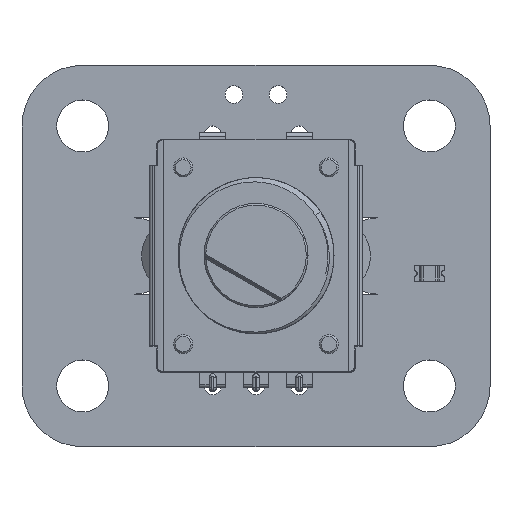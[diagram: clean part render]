
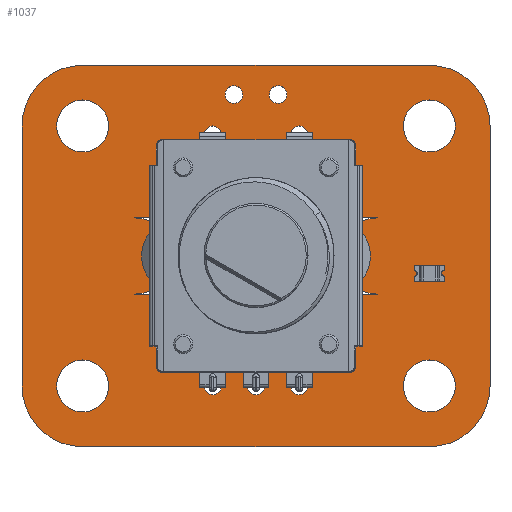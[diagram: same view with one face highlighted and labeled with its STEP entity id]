
A CAD part, top view. The second image highlights one B-rep face of the part: STEP entity #1037.
In plain terms, the highlighted planar face has unit normal (0, 0, 1).
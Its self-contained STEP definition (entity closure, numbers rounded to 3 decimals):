
#108 = VERTEX_POINT('',#109);
#109 = CARTESIAN_POINT('',(0.,3.5,0.197));
#115 = EDGE_CURVE('',#108,#116,#118,.T.);
#116 = VERTEX_POINT('',#117);
#117 = CARTESIAN_POINT('',(0.,18.5,0.197));
#118 = LINE('',#119,#120);
#119 = CARTESIAN_POINT('',(0.,3.5,0.197));
#120 = VECTOR('',#121,1.);
#121 = DIRECTION('',(0.,1.,0.));
#146 = EDGE_CURVE('',#116,#147,#149,.T.);
#147 = VERTEX_POINT('',#148);
#148 = CARTESIAN_POINT('',(3.5,22.,0.197));
#149 = CIRCLE('',#150,3.5);
#150 = AXIS2_PLACEMENT_3D('',#151,#152,#153);
#151 = CARTESIAN_POINT('',(3.5,18.5,0.197));
#152 = DIRECTION('',(0.,0.,-1.));
#153 = DIRECTION('',(-1.,0.,-0.));
#179 = EDGE_CURVE('',#147,#180,#182,.T.);
#180 = VERTEX_POINT('',#181);
#181 = CARTESIAN_POINT('',(23.5,22.,0.197));
#182 = LINE('',#183,#184);
#183 = CARTESIAN_POINT('',(3.5,22.,0.197));
#184 = VECTOR('',#185,1.);
#185 = DIRECTION('',(1.,0.,0.));
#210 = EDGE_CURVE('',#180,#211,#213,.T.);
#211 = VERTEX_POINT('',#212);
#212 = CARTESIAN_POINT('',(27.,18.5,0.197));
#213 = CIRCLE('',#214,3.5);
#214 = AXIS2_PLACEMENT_3D('',#215,#216,#217);
#215 = CARTESIAN_POINT('',(23.5,18.5,0.197));
#216 = DIRECTION('',(0.,0.,-1.));
#217 = DIRECTION('',(0.,1.,0.));
#243 = EDGE_CURVE('',#211,#244,#246,.T.);
#244 = VERTEX_POINT('',#245);
#245 = CARTESIAN_POINT('',(27.,3.5,0.197));
#246 = LINE('',#247,#248);
#247 = CARTESIAN_POINT('',(27.,18.5,0.197));
#248 = VECTOR('',#249,1.);
#249 = DIRECTION('',(0.,-1.,0.));
#274 = EDGE_CURVE('',#244,#275,#277,.T.);
#275 = VERTEX_POINT('',#276);
#276 = CARTESIAN_POINT('',(23.5,0.,0.197));
#277 = CIRCLE('',#278,3.5);
#278 = AXIS2_PLACEMENT_3D('',#279,#280,#281);
#279 = CARTESIAN_POINT('',(23.5,3.5,0.197));
#280 = DIRECTION('',(0.,0.,-1.));
#281 = DIRECTION('',(1.,0.,0.));
#307 = EDGE_CURVE('',#275,#308,#310,.T.);
#308 = VERTEX_POINT('',#309);
#309 = CARTESIAN_POINT('',(3.5,0.,0.197));
#310 = LINE('',#311,#312);
#311 = CARTESIAN_POINT('',(23.5,0.,0.197));
#312 = VECTOR('',#313,1.);
#313 = DIRECTION('',(-1.,0.,0.));
#338 = EDGE_CURVE('',#308,#108,#339,.T.);
#339 = CIRCLE('',#340,3.5);
#340 = AXIS2_PLACEMENT_3D('',#341,#342,#343);
#341 = CARTESIAN_POINT('',(3.5,3.5,0.197));
#342 = DIRECTION('',(0.,0.,-1.));
#343 = DIRECTION('',(0.,-1.,0.));
#364 = VERTEX_POINT('',#365);
#365 = CARTESIAN_POINT('',(5.,3.5,0.197));
#371 = EDGE_CURVE('',#364,#364,#372,.T.);
#372 = CIRCLE('',#373,1.5);
#373 = AXIS2_PLACEMENT_3D('',#374,#375,#376);
#374 = CARTESIAN_POINT('',(3.5,3.5,0.197));
#375 = DIRECTION('',(0.,0.,1.));
#376 = DIRECTION('',(1.,0.,-0.));
#397 = VERTEX_POINT('',#398);
#398 = CARTESIAN_POINT('',(11.5,3.5,0.197));
#404 = EDGE_CURVE('',#397,#397,#405,.T.);
#405 = CIRCLE('',#406,0.5);
#406 = AXIS2_PLACEMENT_3D('',#407,#408,#409);
#407 = CARTESIAN_POINT('',(11.,3.5,0.197));
#408 = DIRECTION('',(0.,0.,1.));
#409 = DIRECTION('',(1.,0.,-0.));
#430 = VERTEX_POINT('',#431);
#431 = CARTESIAN_POINT('',(9.1,8.8,0.197));
#437 = EDGE_CURVE('',#430,#438,#440,.T.);
#438 = VERTEX_POINT('',#439);
#439 = CARTESIAN_POINT('',(6.5,8.8,0.197));
#440 = LINE('',#441,#442);
#441 = CARTESIAN_POINT('',(9.1,8.8,0.197));
#442 = VECTOR('',#443,1.);
#443 = DIRECTION('',(-1.,0.,0.));
#468 = EDGE_CURVE('',#438,#469,#471,.T.);
#469 = VERTEX_POINT('',#470);
#470 = CARTESIAN_POINT('',(6.5,13.2,0.197));
#471 = CIRCLE('',#472,2.2);
#472 = AXIS2_PLACEMENT_3D('',#473,#474,#475);
#473 = CARTESIAN_POINT('',(6.5,11.,0.197));
#474 = DIRECTION('',(0.,0.,1.));
#475 = DIRECTION('',(-0.,-1.,0.));
#501 = EDGE_CURVE('',#469,#502,#504,.T.);
#502 = VERTEX_POINT('',#503);
#503 = CARTESIAN_POINT('',(9.1,13.2,0.197));
#504 = LINE('',#505,#506);
#505 = CARTESIAN_POINT('',(6.5,13.2,0.197));
#506 = VECTOR('',#507,1.);
#507 = DIRECTION('',(1.,0.,0.));
#532 = EDGE_CURVE('',#502,#430,#533,.T.);
#533 = CIRCLE('',#534,2.2);
#534 = AXIS2_PLACEMENT_3D('',#535,#536,#537);
#535 = CARTESIAN_POINT('',(9.1,11.,0.197));
#536 = DIRECTION('',(0.,-0.,1.));
#537 = DIRECTION('',(0.,1.,0.));
#558 = VERTEX_POINT('',#559);
#559 = CARTESIAN_POINT('',(5.,18.5,0.197));
#565 = EDGE_CURVE('',#558,#558,#566,.T.);
#566 = CIRCLE('',#567,1.5);
#567 = AXIS2_PLACEMENT_3D('',#568,#569,#570);
#568 = CARTESIAN_POINT('',(3.5,18.5,0.197));
#569 = DIRECTION('',(0.,0.,1.));
#570 = DIRECTION('',(1.,0.,-0.));
#591 = VERTEX_POINT('',#592);
#592 = CARTESIAN_POINT('',(11.5,18.,0.197));
#598 = EDGE_CURVE('',#591,#591,#599,.T.);
#599 = CIRCLE('',#600,0.5);
#600 = AXIS2_PLACEMENT_3D('',#601,#602,#603);
#601 = CARTESIAN_POINT('',(11.,18.,0.197));
#602 = DIRECTION('',(0.,0.,1.));
#603 = DIRECTION('',(1.,0.,-0.));
#624 = VERTEX_POINT('',#625);
#625 = CARTESIAN_POINT('',(12.738,20.31,0.197));
#631 = EDGE_CURVE('',#624,#624,#632,.T.);
#632 = CIRCLE('',#633,0.508);
#633 = AXIS2_PLACEMENT_3D('',#634,#635,#636);
#634 = CARTESIAN_POINT('',(12.23,20.31,0.197));
#635 = DIRECTION('',(0.,0.,1.));
#636 = DIRECTION('',(1.,0.,-0.));
#657 = VERTEX_POINT('',#658);
#658 = CARTESIAN_POINT('',(14.,3.5,0.197));
#664 = EDGE_CURVE('',#657,#657,#665,.T.);
#665 = CIRCLE('',#666,0.5);
#666 = AXIS2_PLACEMENT_3D('',#667,#668,#669);
#667 = CARTESIAN_POINT('',(13.5,3.5,0.197));
#668 = DIRECTION('',(0.,0.,1.));
#669 = DIRECTION('',(1.,0.,-0.));
#690 = VERTEX_POINT('',#691);
#691 = CARTESIAN_POINT('',(16.5,3.5,0.197));
#697 = EDGE_CURVE('',#690,#690,#698,.T.);
#698 = CIRCLE('',#699,0.5);
#699 = AXIS2_PLACEMENT_3D('',#700,#701,#702);
#700 = CARTESIAN_POINT('',(16.,3.5,0.197));
#701 = DIRECTION('',(0.,0.,1.));
#702 = DIRECTION('',(1.,0.,-0.));
#723 = VERTEX_POINT('',#724);
#724 = CARTESIAN_POINT('',(25.,3.5,0.197));
#730 = EDGE_CURVE('',#723,#723,#731,.T.);
#731 = CIRCLE('',#732,1.5);
#732 = AXIS2_PLACEMENT_3D('',#733,#734,#735);
#733 = CARTESIAN_POINT('',(23.5,3.5,0.197));
#734 = DIRECTION('',(0.,0.,1.));
#735 = DIRECTION('',(1.,0.,-0.));
#756 = VERTEX_POINT('',#757);
#757 = CARTESIAN_POINT('',(16.5,18.,0.197));
#763 = EDGE_CURVE('',#756,#756,#764,.T.);
#764 = CIRCLE('',#765,0.5);
#765 = AXIS2_PLACEMENT_3D('',#766,#767,#768);
#766 = CARTESIAN_POINT('',(16.,18.,0.197));
#767 = DIRECTION('',(0.,0.,1.));
#768 = DIRECTION('',(1.,0.,-0.));
#789 = VERTEX_POINT('',#790);
#790 = CARTESIAN_POINT('',(15.278,20.31,0.197));
#796 = EDGE_CURVE('',#789,#789,#797,.T.);
#797 = CIRCLE('',#798,0.508);
#798 = AXIS2_PLACEMENT_3D('',#799,#800,#801);
#799 = CARTESIAN_POINT('',(14.77,20.31,0.197));
#800 = DIRECTION('',(0.,0.,1.));
#801 = DIRECTION('',(1.,0.,-0.));
#822 = VERTEX_POINT('',#823);
#823 = CARTESIAN_POINT('',(20.5,8.8,0.197));
#829 = EDGE_CURVE('',#822,#830,#832,.T.);
#830 = VERTEX_POINT('',#831);
#831 = CARTESIAN_POINT('',(17.9,8.8,0.197));
#832 = LINE('',#833,#834);
#833 = CARTESIAN_POINT('',(20.5,8.8,0.197));
#834 = VECTOR('',#835,1.);
#835 = DIRECTION('',(-1.,0.,0.));
#860 = EDGE_CURVE('',#830,#861,#863,.T.);
#861 = VERTEX_POINT('',#862);
#862 = CARTESIAN_POINT('',(17.9,13.2,0.197));
#863 = CIRCLE('',#864,2.2);
#864 = AXIS2_PLACEMENT_3D('',#865,#866,#867);
#865 = CARTESIAN_POINT('',(17.9,11.,0.197));
#866 = DIRECTION('',(0.,0.,1.));
#867 = DIRECTION('',(-0.,-1.,0.));
#893 = EDGE_CURVE('',#861,#894,#896,.T.);
#894 = VERTEX_POINT('',#895);
#895 = CARTESIAN_POINT('',(20.5,13.2,0.197));
#896 = LINE('',#897,#898);
#897 = CARTESIAN_POINT('',(17.9,13.2,0.197));
#898 = VECTOR('',#899,1.);
#899 = DIRECTION('',(1.,0.,0.));
#924 = EDGE_CURVE('',#894,#822,#925,.T.);
#925 = CIRCLE('',#926,2.2);
#926 = AXIS2_PLACEMENT_3D('',#927,#928,#929);
#927 = CARTESIAN_POINT('',(20.5,11.,0.197));
#928 = DIRECTION('',(0.,-0.,1.));
#929 = DIRECTION('',(0.,1.,0.));
#950 = VERTEX_POINT('',#951);
#951 = CARTESIAN_POINT('',(25.,18.5,0.197));
#957 = EDGE_CURVE('',#950,#950,#958,.T.);
#958 = CIRCLE('',#959,1.5);
#959 = AXIS2_PLACEMENT_3D('',#960,#961,#962);
#960 = CARTESIAN_POINT('',(23.5,18.5,0.197));
#961 = DIRECTION('',(0.,0.,1.));
#962 = DIRECTION('',(1.,0.,-0.));
#1037 = ADVANCED_FACE('',(#1038,#1048,#1051,#1054,#1060,#1063,#1066,
    #1069,#1072,#1075,#1078,#1081,#1084,#1090),#1093,.F.);
#1038 = FACE_BOUND('',#1039,.F.);
#1039 = EDGE_LOOP('',(#1040,#1041,#1042,#1043,#1044,#1045,#1046,#1047));
#1040 = ORIENTED_EDGE('',*,*,#115,.T.);
#1041 = ORIENTED_EDGE('',*,*,#146,.T.);
#1042 = ORIENTED_EDGE('',*,*,#179,.T.);
#1043 = ORIENTED_EDGE('',*,*,#210,.T.);
#1044 = ORIENTED_EDGE('',*,*,#243,.T.);
#1045 = ORIENTED_EDGE('',*,*,#274,.T.);
#1046 = ORIENTED_EDGE('',*,*,#307,.T.);
#1047 = ORIENTED_EDGE('',*,*,#338,.T.);
#1048 = FACE_BOUND('',#1049,.F.);
#1049 = EDGE_LOOP('',(#1050));
#1050 = ORIENTED_EDGE('',*,*,#371,.T.);
#1051 = FACE_BOUND('',#1052,.F.);
#1052 = EDGE_LOOP('',(#1053));
#1053 = ORIENTED_EDGE('',*,*,#404,.T.);
#1054 = FACE_BOUND('',#1055,.F.);
#1055 = EDGE_LOOP('',(#1056,#1057,#1058,#1059));
#1056 = ORIENTED_EDGE('',*,*,#437,.T.);
#1057 = ORIENTED_EDGE('',*,*,#468,.T.);
#1058 = ORIENTED_EDGE('',*,*,#501,.T.);
#1059 = ORIENTED_EDGE('',*,*,#532,.T.);
#1060 = FACE_BOUND('',#1061,.F.);
#1061 = EDGE_LOOP('',(#1062));
#1062 = ORIENTED_EDGE('',*,*,#565,.T.);
#1063 = FACE_BOUND('',#1064,.F.);
#1064 = EDGE_LOOP('',(#1065));
#1065 = ORIENTED_EDGE('',*,*,#598,.T.);
#1066 = FACE_BOUND('',#1067,.F.);
#1067 = EDGE_LOOP('',(#1068));
#1068 = ORIENTED_EDGE('',*,*,#631,.T.);
#1069 = FACE_BOUND('',#1070,.F.);
#1070 = EDGE_LOOP('',(#1071));
#1071 = ORIENTED_EDGE('',*,*,#664,.T.);
#1072 = FACE_BOUND('',#1073,.F.);
#1073 = EDGE_LOOP('',(#1074));
#1074 = ORIENTED_EDGE('',*,*,#697,.T.);
#1075 = FACE_BOUND('',#1076,.F.);
#1076 = EDGE_LOOP('',(#1077));
#1077 = ORIENTED_EDGE('',*,*,#730,.T.);
#1078 = FACE_BOUND('',#1079,.F.);
#1079 = EDGE_LOOP('',(#1080));
#1080 = ORIENTED_EDGE('',*,*,#763,.T.);
#1081 = FACE_BOUND('',#1082,.F.);
#1082 = EDGE_LOOP('',(#1083));
#1083 = ORIENTED_EDGE('',*,*,#796,.T.);
#1084 = FACE_BOUND('',#1085,.F.);
#1085 = EDGE_LOOP('',(#1086,#1087,#1088,#1089));
#1086 = ORIENTED_EDGE('',*,*,#829,.T.);
#1087 = ORIENTED_EDGE('',*,*,#860,.T.);
#1088 = ORIENTED_EDGE('',*,*,#893,.T.);
#1089 = ORIENTED_EDGE('',*,*,#924,.T.);
#1090 = FACE_BOUND('',#1091,.F.);
#1091 = EDGE_LOOP('',(#1092));
#1092 = ORIENTED_EDGE('',*,*,#957,.T.);
#1093 = PLANE('',#1094);
#1094 = AXIS2_PLACEMENT_3D('',#1095,#1096,#1097);
#1095 = CARTESIAN_POINT('',(13.5,11.,0.197));
#1096 = DIRECTION('',(-0.,-0.,-1.));
#1097 = DIRECTION('',(-1.,0.,0.));
